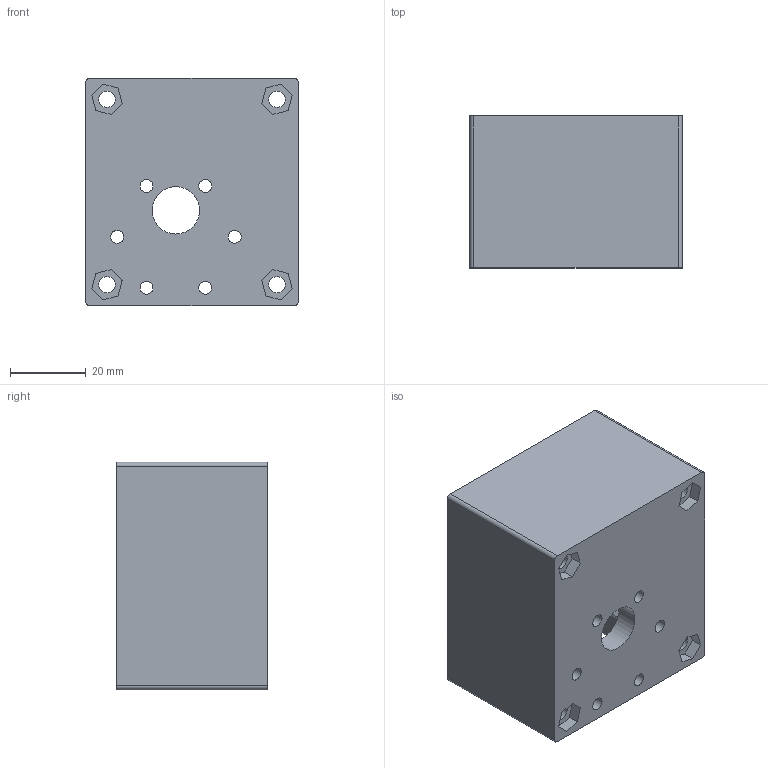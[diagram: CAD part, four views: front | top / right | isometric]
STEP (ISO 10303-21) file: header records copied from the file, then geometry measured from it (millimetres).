
FILE_DESCRIPTION(/* description */ ('STEP AP242','CAx-IF Rec.Pracs.---Representation and Presentation of Product Manufacturing Information (PMI)---4.0---2014-10-13','CAx-IF Rec.Pracs.---3D Tessellated Geometry---0.4---2014-09-14','2;1'),/* implementation_level */ '2;1');
FILE_NAME(/* name */ '6897424a28f3495d09344f22',/* time_stamp */ '2025-08-09T12:42:50Z',/* author */ (''),/* organization */ (''),/* preprocessor_version */ 'ST-DEVELOPER v20',/* originating_system */ 'ONSHAPE BY PTC INC, 1.202',/* authorisation */ ' ');
FILE_SCHEMA (('AP242_MANAGED_MODEL_BASED_3D_ENGINEERING_MIM_LF { 1 0 10303 442 1 1 4 }'));
Length unit declared in the file: metre
Products named in the file (1): Motor mount R
Bounding box: 55.95 x 40 x 60 mm (x, y, z)
Volume: 49676.9 mm3; surface area: 22849.2 mm2
Topology: 1 solids, 1 shells, 257 faces, 733 edges, 488 vertices
Faces by surface type: cylinder 116, plane 88, bspline 47, cone 6
Full cylindrical faces by diameter (mm): 3.4 x6, 4.3 x4, 4.5 x1, 12.5 x1
Entity records: 8535 total; most frequent: CARTESIAN_POINT 1964, ORIENTED_EDGE 1416, DIRECTION 1275, EDGE_CURVE 708, VERTEX_POINT 481, AXIS2_PLACEMENT_3D 450, LINE 375, VECTOR 375
